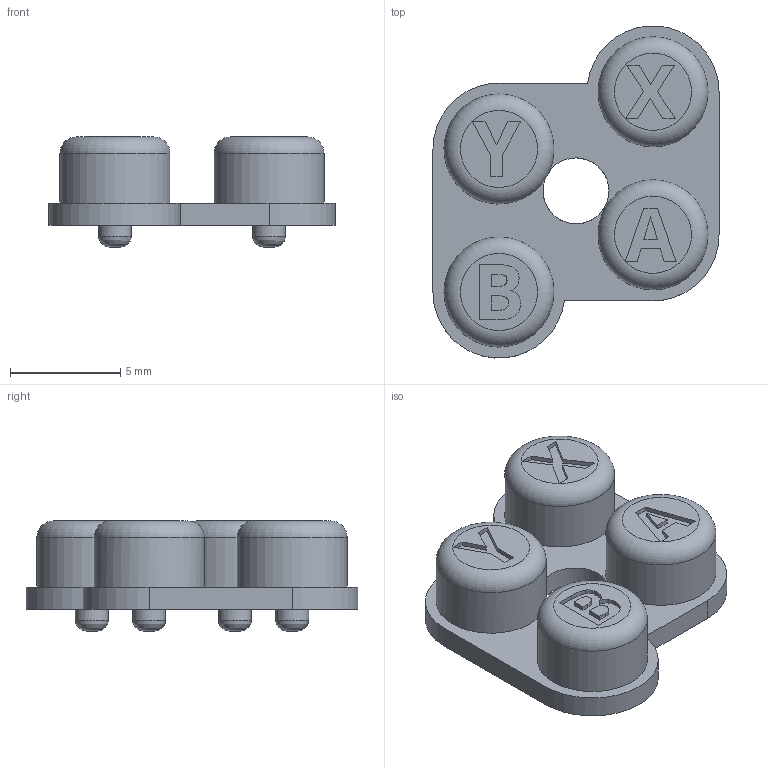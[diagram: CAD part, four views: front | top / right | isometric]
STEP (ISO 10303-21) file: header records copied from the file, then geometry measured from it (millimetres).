
FILE_DESCRIPTION(/* description */ ('','CAx-IF Rec.Pracs.---Representation and Presentation of Product Manufacturing Information (PMI)---4.0---2014-10-13'),/* implementation_level */ '2;1');
FILE_NAME(/* name */ 'action v1.step',/* time_stamp */ '2025-01-23T15:16:06Z',/* author */ (''),/* organization */ (''),/* preprocessor_version */ 'ST-DEVELOPER v20',/* originating_system */ 'Autodesk Translation Framework v13.20.0.188',/* authorisation */ '');
FILE_SCHEMA (('AP242_MANAGED_MODEL_BASED_3D_ENGINEERING_MIM_LF { 1 0 10303 442 1 1 4 }'));
Length unit declared in the file: millimetre
Products named in the file (1): action
Bounding box: 13 x 15.09 x 5 mm (x, y, z)
Volume: 373.9 mm3; surface area: 531.5 mm2
Topology: 1 solids, 1 shells, 101 faces, 255 edges, 168 vertices
Faces by surface type: plane 62, bspline 22, cylinder 13, torus 4
Full cylindrical faces by diameter (mm): 1.5 x4, 3 x1, 5 x4
Entity records: 3286 total; most frequent: CARTESIAN_POINT 791, ORIENTED_EDGE 510, DIRECTION 435, EDGE_CURVE 255, VERTEX_POINT 168, LINE 163, VECTOR 163, AXIS2_PLACEMENT_3D 136
